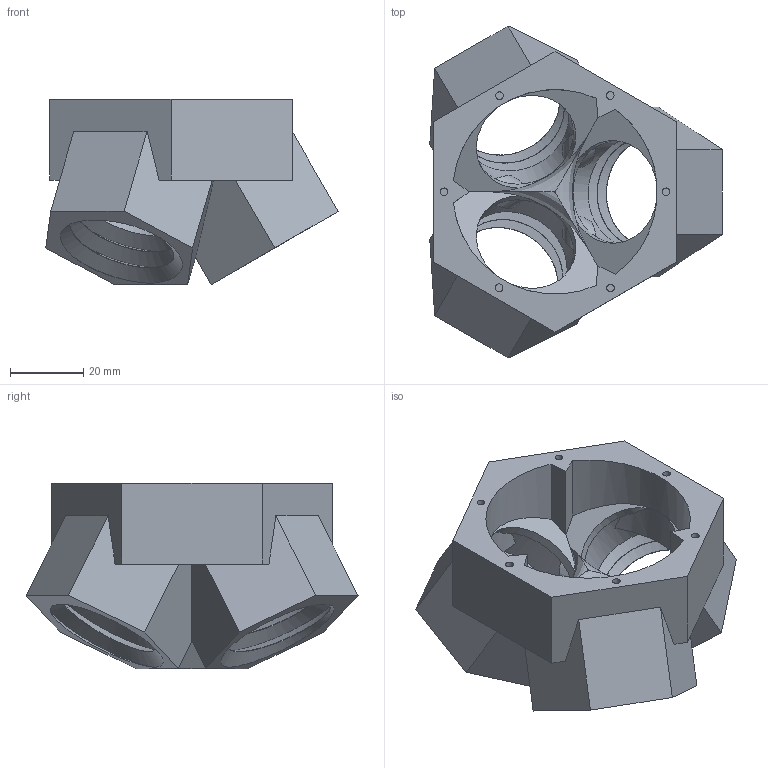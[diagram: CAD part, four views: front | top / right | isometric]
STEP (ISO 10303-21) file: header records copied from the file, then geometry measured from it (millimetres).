
FILE_DESCRIPTION(/* description */ ('STEP AP242','CAx-IF Rec.Pracs.---Representation and Presentation of Product Manufacturing Information (PMI)---4.0---2014-10-13','CAx-IF Rec.Pracs.---3D Tessellated Geometry---0.4---2014-09-14','2;1'),/* implementation_level */ '2;1');
FILE_NAME(/* name */ '6889b516269a444fc9259d64',/* time_stamp */ '2025-07-30T06:00:55Z',/* author */ (''),/* organization */ (''),/* preprocessor_version */ 'ST-DEVELOPER v20',/* originating_system */ 'ONSHAPE BY PTC INC, 1.201',/* authorisation */ ' ');
FILE_SCHEMA (('AP242_MANAGED_MODEL_BASED_3D_ENGINEERING_MIM_LF { 1 0 10303 442 1 1 4 }'));
Length unit declared in the file: metre
Products named in the file (1): Cylinder Holder
Bounding box: 79.7 x 90.48 x 50.52 mm (x, y, z)
Volume: 65924.1 mm3; surface area: 31601.8 mm2
Topology: 1 solids, 2 shells, 117 faces, 308 edges, 199 vertices
Faces by surface type: plane 81, cylinder 27, bspline 6, torus 3
Full cylindrical faces by diameter (mm): 2.1 x6, 28 x3
Entity records: 4596 total; most frequent: CARTESIAN_POINT 1756, ORIENTED_EDGE 604, DIRECTION 566, EDGE_CURVE 302, AXIS2_PLACEMENT_3D 209, VERTEX_POINT 199, LINE 148, VECTOR 148
